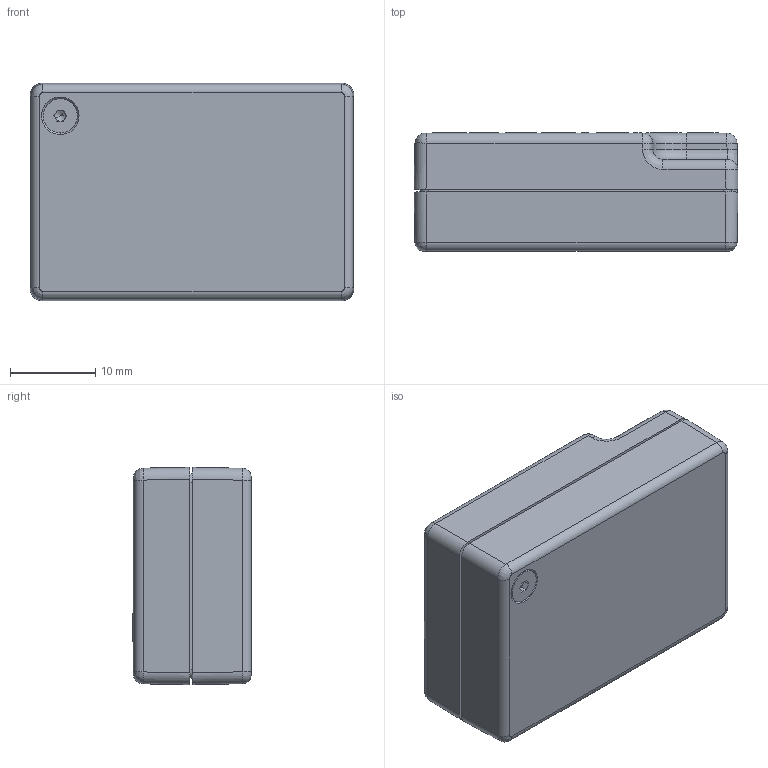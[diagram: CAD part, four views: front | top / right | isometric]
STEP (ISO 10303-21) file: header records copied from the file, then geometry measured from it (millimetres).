
FILE_DESCRIPTION (( 'STEP AP214' ), '1' );
FILE_NAME ('131020-_SHTC3 Beacon.STEP', '2018-06-25T09:00:35', ( 'test' ), ( '' ), 'SwSTEP 2.0', 'SolidWorks 2017', '' );
FILE_SCHEMA (( 'AUTOMOTIVE_DESIGN' ));
Length unit declared in the file: millimetre
Products named in the file (6): mag_15083496_4x1_O_Ring; 131018_00; 02_Sechskantmutter 0.5d ISO 4035_M02; 02_Senkschraube mit Innensechskant ISO 10642_M02x12; 131019; 131020-_SHTC3 Beacon
Assembly tree (5 placements, depth 2):
  131020-_SHTC3 Beacon
    131019
    02_Senkschraube mit Innensechskant ISO 10642_M02x12
    02_Sechskantmutter 0.5d ISO 4035_M02
    131018_00
    mag_15083496_4x1_O_Ring
Bounding box: 38 x 13.87 x 25.5 mm (x, y, z)
Volume: 4856.2 mm3; surface area: 6947.5 mm2
Topology: 5 solids, 5 shells, 653 faces, 1677 edges, 1029 vertices
Faces by surface type: plane 325, cylinder 161, bspline 96, torus 36, cone 24, sphere 11
Entity records: 23474 total; most frequent: CARTESIAN_POINT 5877, ORIENTED_EDGE 3318, DIRECTION 2873, EDGE_CURVE 1659, VECTOR 1051, LINE 1051, VERTEX_POINT 1029, AXIS2_PLACEMENT_3D 911
